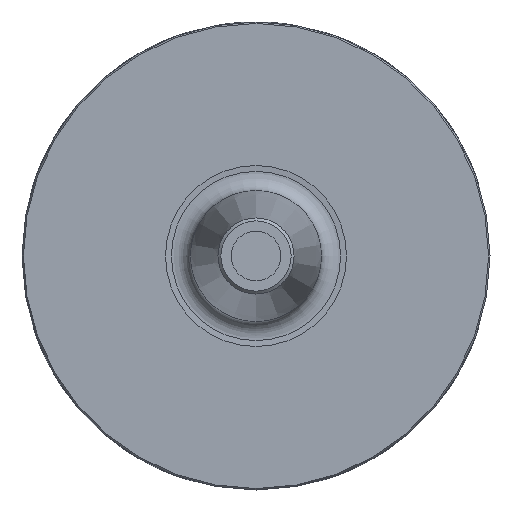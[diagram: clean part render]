
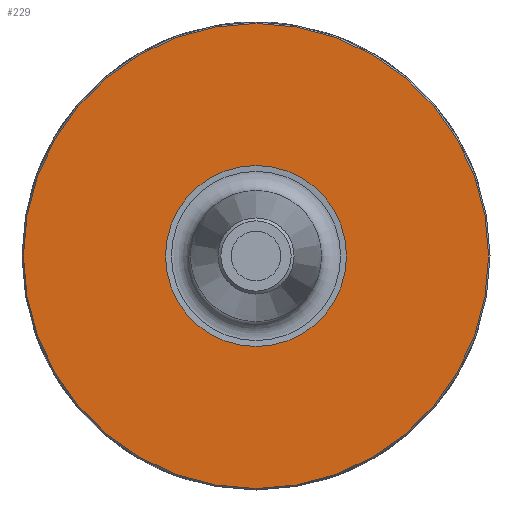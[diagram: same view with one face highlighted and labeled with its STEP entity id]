
A CAD part, left-side view. The second image highlights one B-rep face of the part: STEP entity #229.
In plain terms, the highlighted planar face has unit normal (-1, 0, 0).
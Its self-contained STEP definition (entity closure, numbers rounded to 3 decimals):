
#180=FACE_BOUND('',#334,.T.);
#181=FACE_BOUND('',#335,.T.);
#229=ADVANCED_FACE('',(#180,#181),#255,.F.);
#255=PLANE('',#722);
#334=EDGE_LOOP('',(#476));
#335=EDGE_LOOP('',(#477));
#476=ORIENTED_EDGE('',*,*,#624,.F.);
#477=ORIENTED_EDGE('',*,*,#564,.F.);
#506=VERTEX_POINT('',#1049);
#551=VERTEX_POINT('',#1636);
#564=EDGE_CURVE('',#506,#506,#638,.T.);
#624=EDGE_CURVE('',#551,#551,#648,.T.);
#638=CIRCLE('',#672,39.75);
#648=CIRCLE('',#720,15.474);
#672=AXIS2_PLACEMENT_3D('',#1048,#754,#755);
#720=AXIS2_PLACEMENT_3D('',#1635,#874,#875);
#722=AXIS2_PLACEMENT_3D('',#1638,#878,#879);
#754=DIRECTION('',(1.,0.,0.));
#755=DIRECTION('',(0.,0.,-1.));
#874=DIRECTION('',(-1.,0.,0.));
#875=DIRECTION('',(0.,0.,-1.));
#878=DIRECTION('',(1.,0.,0.));
#879=DIRECTION('',(0.,0.,-1.));
#1048=CARTESIAN_POINT('',(55.,0.,0.));
#1049=CARTESIAN_POINT('',(55.,0.,-39.75));
#1635=CARTESIAN_POINT('',(55.,0.,0.));
#1636=CARTESIAN_POINT('',(55.,0.,-15.474));
#1638=CARTESIAN_POINT('',(55.,39.75,0.));
